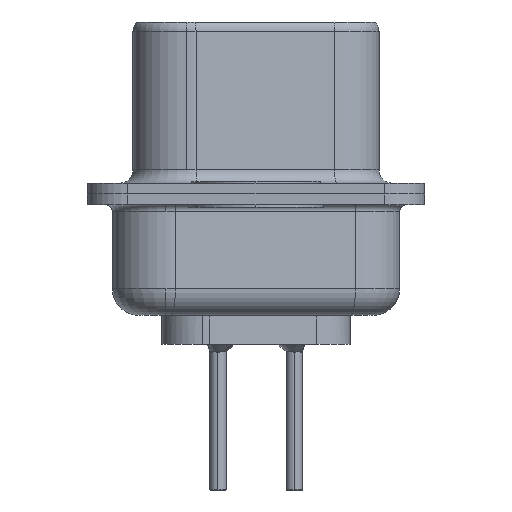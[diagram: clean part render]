
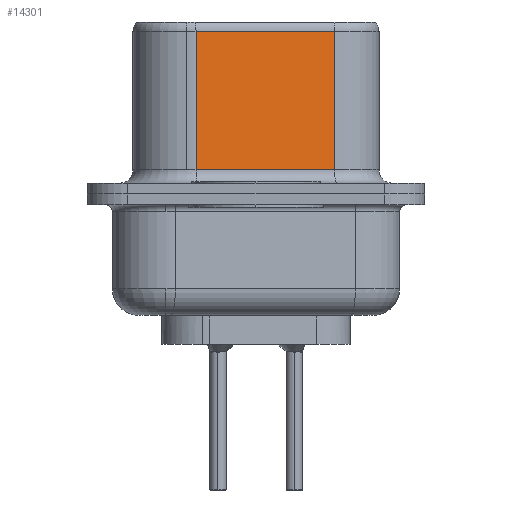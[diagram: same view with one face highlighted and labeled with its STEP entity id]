
A CAD part, left-side view. The second image highlights one B-rep face of the part: STEP entity #14301.
In plain terms, the highlighted planar face has unit normal (-0.985, -0.174, 0).
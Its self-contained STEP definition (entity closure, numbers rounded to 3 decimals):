
#1459 = CARTESIAN_POINT ( 'NONE',  ( 4.58, -2.927, 0.9 ) ) ;
#1686 = PLANE ( 'NONE',  #9910 ) ;
#2406 = DIRECTION ( 'NONE',  ( 0., 0., -1. ) ) ;
#2875 = EDGE_CURVE ( 'NONE', #7089, #10654, #21053, .T. ) ;
#3923 = VERTEX_POINT ( 'NONE', #8866 ) ;
#4173 = VECTOR ( 'NONE', #2406, 1000. ) ;
#4870 = CARTESIAN_POINT ( 'NONE',  ( 4.58, -2.927, 6.55 ) ) ;
#5335 = DIRECTION ( 'NONE',  ( 0.985, 0.174, 0. ) ) ;
#5796 = ORIENTED_EDGE ( 'NONE', *, *, #21196, .T. ) ;
#5857 = LINE ( 'NONE', #7979, #17592 ) ;
#5872 = ORIENTED_EDGE ( 'NONE', *, *, #17488, .T. ) ;
#7088 = DIRECTION ( 'NONE',  ( -0.174, 0.985, 0. ) ) ;
#7089 = VERTEX_POINT ( 'NONE', #23088 ) ;
#7979 = CARTESIAN_POINT ( 'NONE',  ( 4.58, -2.927, 6.05 ) ) ;
#8625 = CARTESIAN_POINT ( 'NONE',  ( 4.58, -2.927, 6.55 ) ) ;
#8627 = DIRECTION ( 'NONE',  ( 0.174, -0.985, 0. ) ) ;
#8793 = VECTOR ( 'NONE', #12042, 1000. ) ;
#8866 = CARTESIAN_POINT ( 'NONE',  ( 3.67, 2.233, 6.05 ) ) ;
#9901 = VERTEX_POINT ( 'NONE', #10337 ) ;
#9910 = AXIS2_PLACEMENT_3D ( 'NONE', #8625, #5335, #7088 ) ;
#10337 = CARTESIAN_POINT ( 'NONE',  ( 3.67, 2.233, 0.9 ) ) ;
#10601 = EDGE_CURVE ( 'NONE', #3923, #9901, #22366, .T. ) ;
#10654 = VERTEX_POINT ( 'NONE', #18319 ) ;
#11689 = EDGE_LOOP ( 'NONE', ( #22081, #5872, #22397, #5796 ) ) ;
#12042 = DIRECTION ( 'NONE',  ( 0., 0., -1. ) ) ;
#12993 = CARTESIAN_POINT ( 'NONE',  ( 3.67, 2.233, 6.55 ) ) ;
#13044 = DIRECTION ( 'NONE',  ( -0.174, 0.985, 0. ) ) ;
#14301 = ADVANCED_FACE ( 'NONE', ( #17721 ), #1686, .F. ) ;
#17488 = EDGE_CURVE ( 'NONE', #7089, #3923, #5857, .T. ) ;
#17553 = VECTOR ( 'NONE', #8627, 1000. ) ;
#17592 = VECTOR ( 'NONE', #13044, 1000. ) ;
#17721 = FACE_OUTER_BOUND ( 'NONE', #11689, .T. ) ;
#18319 = CARTESIAN_POINT ( 'NONE',  ( 4.58, -2.927, 0.9 ) ) ;
#21053 = LINE ( 'NONE', #4870, #8793 ) ;
#21196 = EDGE_CURVE ( 'NONE', #9901, #10654, #21522, .T. ) ;
#21522 = LINE ( 'NONE', #1459, #17553 ) ;
#22081 = ORIENTED_EDGE ( 'NONE', *, *, #2875, .F. ) ;
#22366 = LINE ( 'NONE', #12993, #4173 ) ;
#22397 = ORIENTED_EDGE ( 'NONE', *, *, #10601, .T. ) ;
#23088 = CARTESIAN_POINT ( 'NONE',  ( 4.58, -2.927, 6.05 ) ) ;
